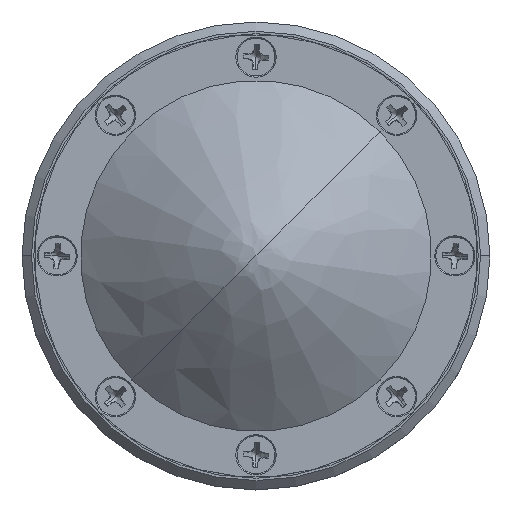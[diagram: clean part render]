
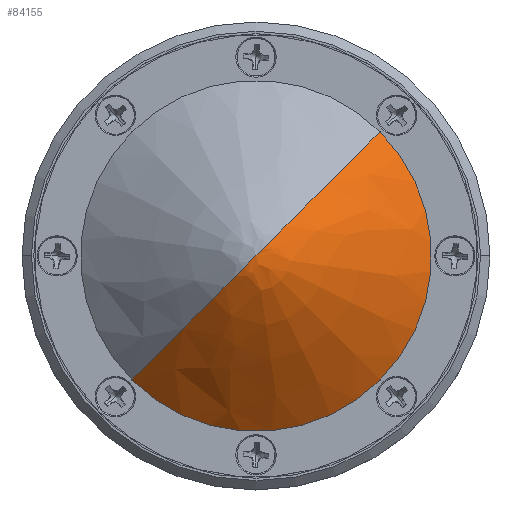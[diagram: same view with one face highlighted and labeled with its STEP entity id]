
A CAD part, top view. The second image highlights one B-rep face of the part: STEP entity #84155.
In plain terms, the highlighted free-form (B-spline) face has degree [5, 3] with [6, 4] control points.
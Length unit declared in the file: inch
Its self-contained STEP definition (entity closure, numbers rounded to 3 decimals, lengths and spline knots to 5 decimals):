
#1004 = CARTESIAN_POINT ( 'NONE',  ( 0.22989, -0.51286, 2.41747 ) ) ;
#1373 = CARTESIAN_POINT ( 'NONE',  ( -0.30044, -1.04319, 2.88535 ) ) ;
#2213 = CARTESIAN_POINT ( 'NONE',  ( -0.40651, -1.14926, 2.88803 ) ) ;
#2553 = CARTESIAN_POINT ( 'NONE',  ( -0.08831, -0.83106, 2.77019 ) ) ;
#4150 = CARTESIAN_POINT ( 'NONE',  ( 0.01776, -0.725, 2.6603 ) ) ;
#4792 = ORIENTED_EDGE ( 'NONE', *, *, #51953, .F. ) ;
#4929 = DIRECTION ( 'NONE',  ( 0., 0., 1. ) ) ;
#9610 = CARTESIAN_POINT ( 'NONE',  ( 0.12382, -0.61893, 2.54034 ) ) ;
#10020 = CARTESIAN_POINT ( 'NONE',  ( 0.01776, -0.725, 2.6603 ) ) ;
#15747 = CARTESIAN_POINT ( 'NONE',  ( 0.97235, -1.46746, 2.54034 ) ) ;
#16166 = CARTESIAN_POINT ( 'NONE',  ( 0.01776, -1.99779, 2.6603 ) ) ;
#16621 = CARTESIAN_POINT ( 'NONE',  ( 0.65415, -1.36139, 2.6603 ) ) ;
#17460 = CARTESIAN_POINT ( 'NONE',  ( -0.30044, -1.04319, 2.88535 ) ) ;
#18635 = ORIENTED_EDGE ( 'NONE', *, *, #69995, .T. ) ;
#21067 = CARTESIAN_POINT ( 'NONE',  ( -0.30044, -1.04319, 2.88535 ) ) ;
#22174 = CARTESIAN_POINT ( 'NONE',  ( 0.12382, -0.61893, 2.54034 ) ) ;
#22220 = B_SPLINE_CURVE_WITH_KNOTS ( 'NONE', 5,
 ( #48283, #77143, #2553, #4150, #22174, #29099 ),
 .UNSPECIFIED., .F., .F.,
 ( 6, 6 ),
 ( 0.08387, 0.92261 ),
 .UNSPECIFIED. ) ;
#22272 = CARTESIAN_POINT ( 'NONE',  ( -0.83077, -1.57352, 2.41747 ) ) ;
#22710 = CARTESIAN_POINT ( 'NONE',  ( 0.01776, -1.14926, 2.88803 ) ) ;
#23579 = CARTESIAN_POINT ( 'NONE',  ( -0.08831, -0.83106, 2.77019 ) ) ;
#23991 = CARTESIAN_POINT ( 'NONE',  ( -0.51257, -1.25533, 2.77019 ) ) ;
#26335 = CIRCLE ( 'NONE', #38841, 0.75 ) ;
#28396 =( BOUNDED_SURFACE ( )  B_SPLINE_SURFACE ( 5, 3, ( 
 ( #1373, #56630, #17460, #70479 ),
 ( #2213, #83024, #22710, #62661 ),
 ( #23991, #42703, #69209, #23579 ),
 ( #75243, #16166, #16621, #10020 ),
 ( #76085, #43979, #15747, #9610 ),
 ( #22272, #50112, #43557, #82616 ) ),
 .UNSPECIFIED., .F., .F., .T. ) 
 B_SPLINE_SURFACE_WITH_KNOTS ( ( 6, 6 ),
 ( 4, 4 ),
 ( 0.08387, 0.92261 ),
 ( 0., 1. ),
 .UNSPECIFIED. ) 
 GEOMETRIC_REPRESENTATION_ITEM ( )  RATIONAL_B_SPLINE_SURFACE ( (
 ( 1., 0.333, 0.333, 1.),
 ( 1., 0.333, 0.333, 1.),
 ( 1., 0.333, 0.333, 1.),
 ( 1., 0.333, 0.333, 1.),
 ( 1., 0.333, 0.333, 1.),
 ( 1., 0.333, 0.333, 1.) ) ) 
 REPRESENTATION_ITEM ( '' )  SURFACE ( )  );
#29099 = CARTESIAN_POINT ( 'NONE',  ( 0.22989, -0.51286, 2.41747 ) ) ;
#31643 = EDGE_CURVE ( 'NONE', #51263, #33421, #26335, .T. ) ;
#31875 = DIRECTION ( 'NONE',  ( 0.707, 0.707, 0. ) ) ;
#33075 = CARTESIAN_POINT ( 'NONE',  ( -0.83077, -1.57352, 2.41747 ) ) ;
#33148 = CARTESIAN_POINT ( 'NONE',  ( -0.72471, -1.46746, 2.54034 ) ) ;
#33421 = VERTEX_POINT ( 'NONE', #1004 ) ;
#37098 = EDGE_LOOP ( 'NONE', ( #4792, #18635, #72287 ) ) ;
#38841 = AXIS2_PLACEMENT_3D ( 'NONE', #64044, #4929, #31875 ) ;
#42703 = CARTESIAN_POINT ( 'NONE',  ( -0.08831, -1.67959, 2.77019 ) ) ;
#43266 = VERTEX_POINT ( 'NONE', #21067 ) ;
#43557 = CARTESIAN_POINT ( 'NONE',  ( 1.29055, -1.57352, 2.41747 ) ) ;
#43979 = CARTESIAN_POINT ( 'NONE',  ( 0.12382, -2.31599, 2.54034 ) ) ;
#48283 = CARTESIAN_POINT ( 'NONE',  ( -0.30044, -1.04319, 2.88535 ) ) ;
#50112 = CARTESIAN_POINT ( 'NONE',  ( 0.22989, -2.63418, 2.41747 ) ) ;
#51263 = VERTEX_POINT ( 'NONE', #33075 ) ;
#51953 = EDGE_CURVE ( 'NONE', #43266, #33421, #22220, .T. ) ;
#51963 = CARTESIAN_POINT ( 'NONE',  ( -0.40651, -1.14926, 2.88803 ) ) ;
#53241 = CARTESIAN_POINT ( 'NONE',  ( -0.51257, -1.25533, 2.77019 ) ) ;
#56630 = CARTESIAN_POINT ( 'NONE',  ( -0.30044, -1.04319, 2.88535 ) ) ;
#58888 = CARTESIAN_POINT ( 'NONE',  ( -0.61864, -1.36139, 2.6603 ) ) ;
#62661 = CARTESIAN_POINT ( 'NONE',  ( -0.19438, -0.93713, 2.88803 ) ) ;
#64044 = CARTESIAN_POINT ( 'NONE',  ( -0.30044, -1.04319, 2.41747 ) ) ;
#66626 = CARTESIAN_POINT ( 'NONE',  ( -0.30044, -1.04319, 2.88535 ) ) ;
#69209 = CARTESIAN_POINT ( 'NONE',  ( 0.33595, -1.25533, 2.77019 ) ) ;
#69995 = EDGE_CURVE ( 'NONE', #43266, #51263, #75180, .T. ) ;
#70479 = CARTESIAN_POINT ( 'NONE',  ( -0.30044, -1.04319, 2.88535 ) ) ;
#71446 = CARTESIAN_POINT ( 'NONE',  ( -0.83077, -1.57352, 2.41747 ) ) ;
#72287 = ORIENTED_EDGE ( 'NONE', *, *, #31643, .T. ) ;
#75180 = B_SPLINE_CURVE_WITH_KNOTS ( 'NONE', 5,
 ( #66626, #51963, #53241, #58888, #33148, #71446 ),
 .UNSPECIFIED., .F., .F.,
 ( 6, 6 ),
 ( 0.08387, 0.92261 ),
 .UNSPECIFIED. ) ;
#75243 = CARTESIAN_POINT ( 'NONE',  ( -0.61864, -1.36139, 2.6603 ) ) ;
#76085 = CARTESIAN_POINT ( 'NONE',  ( -0.72471, -1.46746, 2.54034 ) ) ;
#77143 = CARTESIAN_POINT ( 'NONE',  ( -0.19438, -0.93713, 2.88803 ) ) ;
#80016 = FACE_OUTER_BOUND ( 'NONE', #37098, .T. ) ;
#82616 = CARTESIAN_POINT ( 'NONE',  ( 0.22989, -0.51286, 2.41747 ) ) ;
#83024 = CARTESIAN_POINT ( 'NONE',  ( -0.19438, -1.36139, 2.88803 ) ) ;
#84155 = ADVANCED_FACE ( 'NONE', ( #80016 ), #28396, .T. ) ;
